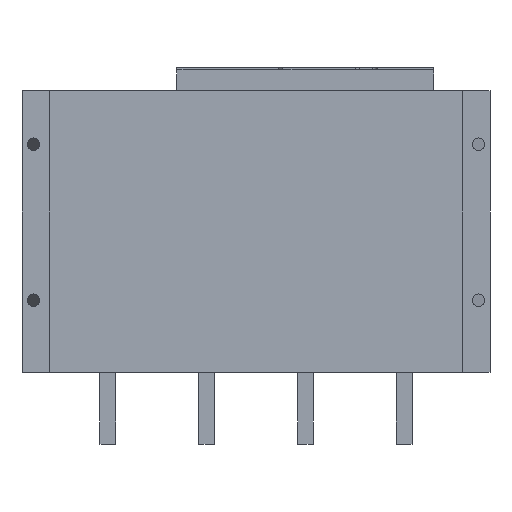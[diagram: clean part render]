
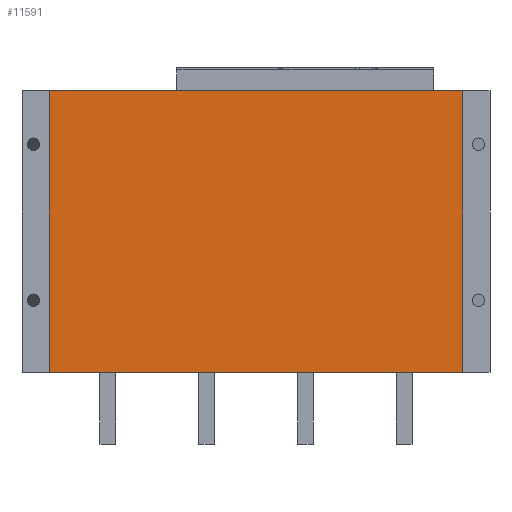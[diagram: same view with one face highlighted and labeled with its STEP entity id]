
A CAD part, front view. The second image highlights one B-rep face of the part: STEP entity #11591.
In plain terms, the highlighted planar face has unit normal (0, -1, 0).
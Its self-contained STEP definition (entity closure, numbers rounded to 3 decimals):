
#566 = CARTESIAN_POINT ( 'NONE',  ( -199., 0., 0. ) ) ;
#2097 = VERTEX_POINT ( 'NONE', #12239 ) ;
#2318 = LINE ( 'NONE', #4077, #18051 ) ;
#2740 = VERTEX_POINT ( 'NONE', #566 ) ;
#3079 = LINE ( 'NONE', #10699, #14343 ) ;
#4077 = CARTESIAN_POINT ( 'NONE',  ( 199., 0., -271. ) ) ;
#4241 = DIRECTION ( 'NONE',  ( 0., 0., 1. ) ) ;
#4900 = ORIENTED_EDGE ( 'NONE', *, *, #6314, .F. ) ;
#6314 = EDGE_CURVE ( 'NONE', #2740, #9461, #3079, .T. ) ;
#6323 = DIRECTION ( 'NONE',  ( 0., 0., 1. ) ) ;
#7275 = EDGE_CURVE ( 'NONE', #19290, #2740, #15677, .T. ) ;
#7488 = DIRECTION ( 'NONE',  ( 1., 0., 0. ) ) ;
#7857 = CARTESIAN_POINT ( 'NONE',  ( -199., 0., -271. ) ) ;
#9139 = PLANE ( 'NONE',  #17004 ) ;
#9461 = VERTEX_POINT ( 'NONE', #12154 ) ;
#9556 = EDGE_CURVE ( 'NONE', #2097, #9461, #15246, .T. ) ;
#9991 = VECTOR ( 'NONE', #6323, 1000. ) ;
#10371 = CARTESIAN_POINT ( 'NONE',  ( 199., 0., -271. ) ) ;
#10474 = DIRECTION ( 'NONE',  ( 0., -1., 0. ) ) ;
#10699 = CARTESIAN_POINT ( 'NONE',  ( 199., 0., 0. ) ) ;
#10909 = DIRECTION ( 'NONE',  ( 1., 0., 0. ) ) ;
#11350 = VECTOR ( 'NONE', #4241, 1000. ) ;
#11591 = ADVANCED_FACE ( 'NONE', ( #13673 ), #9139, .T. ) ;
#12154 = CARTESIAN_POINT ( 'NONE',  ( 199., 0., 0. ) ) ;
#12239 = CARTESIAN_POINT ( 'NONE',  ( 199., 0., -271. ) ) ;
#12671 = EDGE_LOOP ( 'NONE', ( #4900, #17318, #14240, #15631 ) ) ;
#12906 = CARTESIAN_POINT ( 'NONE',  ( -199., 0., -271. ) ) ;
#13673 = FACE_OUTER_BOUND ( 'NONE', #12671, .T. ) ;
#14240 = ORIENTED_EDGE ( 'NONE', *, *, #20063, .T. ) ;
#14343 = VECTOR ( 'NONE', #10909, 1000. ) ;
#15246 = LINE ( 'NONE', #18353, #11350 ) ;
#15631 = ORIENTED_EDGE ( 'NONE', *, *, #9556, .T. ) ;
#15677 = LINE ( 'NONE', #7857, #9991 ) ;
#16847 = DIRECTION ( 'NONE',  ( 1., 0., 0. ) ) ;
#17004 = AXIS2_PLACEMENT_3D ( 'NONE', #10371, #10474, #7488 ) ;
#17318 = ORIENTED_EDGE ( 'NONE', *, *, #7275, .F. ) ;
#18051 = VECTOR ( 'NONE', #16847, 1000. ) ;
#18353 = CARTESIAN_POINT ( 'NONE',  ( 199., 0., -271. ) ) ;
#19290 = VERTEX_POINT ( 'NONE', #12906 ) ;
#20063 = EDGE_CURVE ( 'NONE', #19290, #2097, #2318, .T. ) ;
